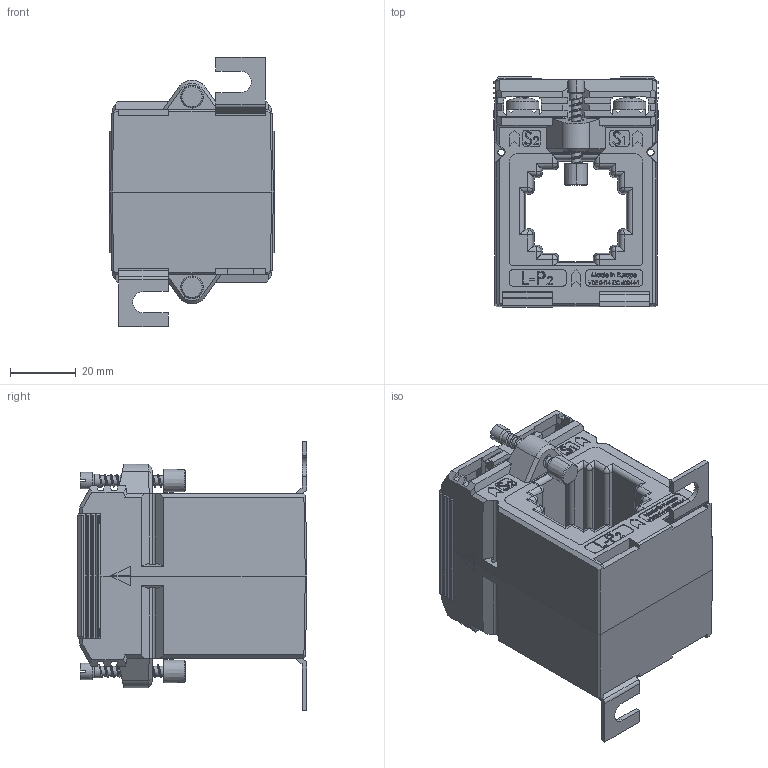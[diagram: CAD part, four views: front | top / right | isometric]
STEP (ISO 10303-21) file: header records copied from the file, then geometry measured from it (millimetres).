
FILE_DESCRIPTION (( 'STEP AP214' ), '1' );
FILE_NAME ('ASK231_5_kpl.STEP', '2011-11-02T09:11:50', ( ' ' ), ( '' ), 'SwSTEP 2.0', 'SolidWorks 2010', '' );
FILE_SCHEMA (( 'AUTOMOTIVE_DESIGN' ));
Length unit declared in the file: millimetre
Products named in the file (9): Plastite_Schraube_30_mit-Gewinde; ASK103.41_Klappe; Isolierschutzkappe; MBS_WN-003_04_Klemme_WN-003_02; Linsenschraube DIN 7985 4.8 VZ M 5 x 10; ASK231_5_kpl; Fusswinkel_1,5; ASK231_5_11; ASK231_5_11_Gehäuseoberteil
Assembly tree (16 placements, depth 2):
  ASK231_5_kpl
    Plastite_Schraube_30_mit-Gewinde  x2
    Linsenschraube DIN 7985 4.8 VZ M 5 x 10  x4
    ASK231_5_11
    ASK103.41_Klappe  x2
    Fusswinkel_1,5  x2
    MBS_WN-003_04_Klemme_WN-003_02  x2
    Isolierschutzkappe  x2
    ASK231_5_11_Gehäuseoberteil
Bounding box: 49.9 x 69.92 x 82 mm (x, y, z)
Volume: 118432.4 mm3; surface area: 44918.4 mm2
Topology: 16 solids, 16 shells, 1974 faces, 5156 edges, 3306 vertices
Faces by surface type: plane 1300, bspline 344, cylinder 228, cone 78, sphere 16, torus 8
Entity records: 73221 total; most frequent: CARTESIAN_POINT 33176, ORIENTED_EDGE 9014, DIRECTION 6678, EDGE_CURVE 4507, VECTOR 3408, LINE 3408, VERTEX_POINT 2934, EDGE_LOOP 1847
